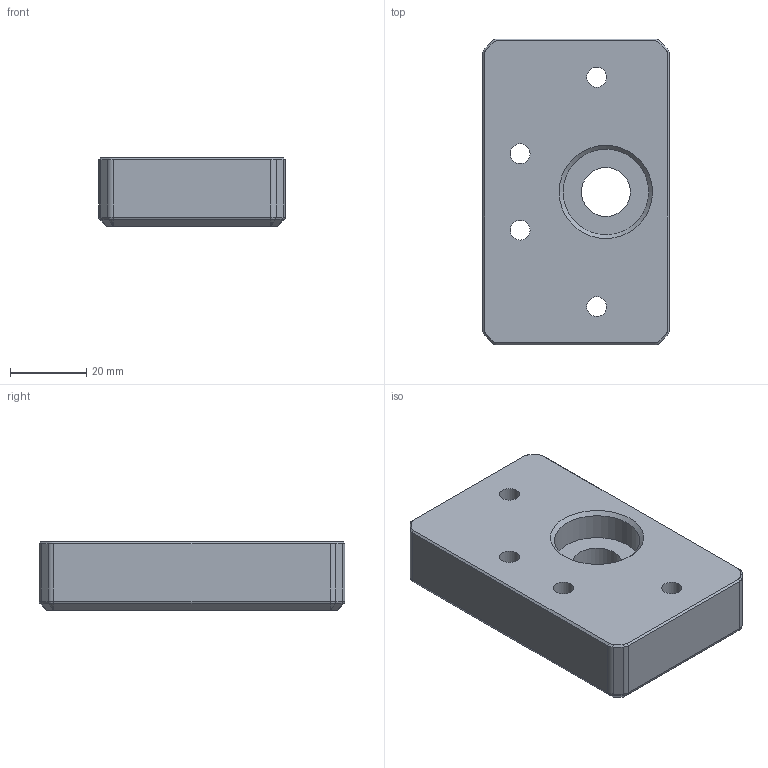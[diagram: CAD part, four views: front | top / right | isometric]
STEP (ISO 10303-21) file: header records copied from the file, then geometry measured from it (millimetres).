
FILE_DESCRIPTION(/* description */ (''),/* implementation_level */ '2;1');
FILE_NAME(/* name */ '[a] Z Axis Bearing Block x1_LDO.step',/* time_stamp */ '2024-02-11T07:30:50-05:00',/* author */ (''),/* organization */ (''),/* preprocessor_version */ 'ST-DEVELOPER v20',/* originating_system */ 'Autodesk Translation Framework v12.20.1.177',/* authorisation */ '');
FILE_SCHEMA (('AUTOMOTIVE_DESIGN { 1 0 10303 214 3 1 1 }'));
Length unit declared in the file: millimetre
Products named in the file (2): Z Axis_Z Axis bearing block; Component8
Assembly tree (1 placements, depth 2):
  Z Axis_Z Axis bearing block
    Component8
Bounding box: 48.8 x 80 x 17.97 mm (x, y, z)
Volume: 59438 mm3; surface area: 14447.4 mm2
Topology: 1 solids, 1 shells, 193 faces, 484 edges, 290 vertices
Faces by surface type: plane 123, cylinder 26, cone 22, bspline 22
Full cylindrical faces by diameter (mm): 5.2 x4, 12 x4, 12.8 x1, 22.4 x1
Entity records: 5773 total; most frequent: CARTESIAN_POINT 1204, ORIENTED_EDGE 952, DIRECTION 902, EDGE_CURVE 476, LINE 346, VECTOR 346, VERTEX_POINT 290, AXIS2_PLACEMENT_3D 278
